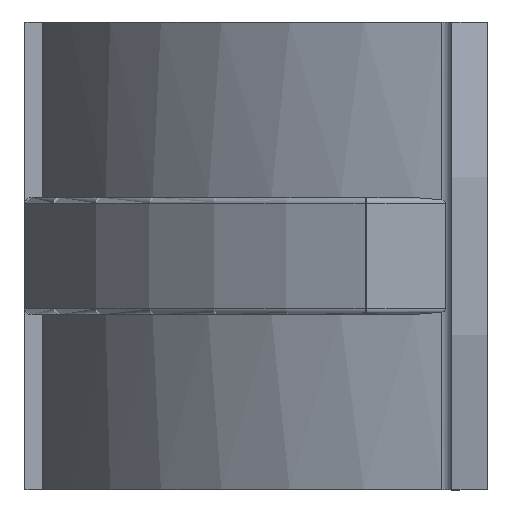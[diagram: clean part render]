
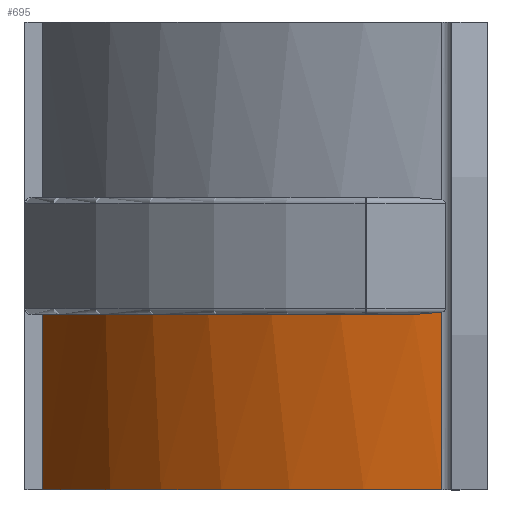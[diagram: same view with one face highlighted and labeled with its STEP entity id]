
A CAD part, left-side view. The second image highlights one B-rep face of the part: STEP entity #695.
In plain terms, the highlighted cylindrical face has radius 41.05 mm (diameter 82.1 mm), a partial arc.
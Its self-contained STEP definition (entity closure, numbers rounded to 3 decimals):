
#28 = DIRECTION ( 'NONE',  ( -1., 0., 0. ) ) ;
#39 = VERTEX_POINT ( 'NONE', #362 ) ;
#65 = CARTESIAN_POINT ( 'NONE',  ( 0., -1.55, -20. ) ) ;
#116 = CARTESIAN_POINT ( 'NONE',  ( -40.691, 3.868, -4.808 ) ) ;
#305 = CARTESIAN_POINT ( 'NONE',  ( -40.638, 4.268, -4.876 ) ) ;
#355 = B_SPLINE_CURVE_WITH_KNOTS ( 'NONE', 3,
 ( #1114, #305, #1276, #474, #1187, #1189 ),
 .UNSPECIFIED., .F., .F.,
 ( 4, 2, 4 ),
 ( 0., 0.001, 0.002 ),
 .UNSPECIFIED. ) ;
#357 = DIRECTION ( 'NONE',  ( 0., 0., -1. ) ) ;
#362 = CARTESIAN_POINT ( 'NONE',  ( -40.691, 3.868, -20. ) ) ;
#375 = CYLINDRICAL_SURFACE ( 'NONE', #627, 41.05 ) ;
#424 = ORIENTED_EDGE ( 'NONE', *, *, #1749, .T. ) ;
#474 = CARTESIAN_POINT ( 'NONE',  ( -40.447, 5.473, -4.983 ) ) ;
#503 = DIRECTION ( 'NONE',  ( 0., 0., -1. ) ) ;
#534 = EDGE_LOOP ( 'NONE', ( #1506, #722, #1179, #1868, #424 ) ) ;
#613 = CARTESIAN_POINT ( 'NONE',  ( -40.691, 3.868, 20. ) ) ;
#627 = AXIS2_PLACEMENT_3D ( 'NONE', #836, #503, #28 ) ;
#633 = VERTEX_POINT ( 'NONE', #2104 ) ;
#695 = ADVANCED_FACE ( 'NONE', ( #1530 ), #375, .T. ) ;
#698 = EDGE_CURVE ( 'NONE', #633, #2112, #1482, .T. ) ;
#722 = ORIENTED_EDGE ( 'NONE', *, *, #2113, .T. ) ;
#836 = CARTESIAN_POINT ( 'NONE',  ( 0., -1.55, 20. ) ) ;
#1039 = AXIS2_PLACEMENT_3D ( 'NONE', #1647, #357, #1633 ) ;
#1043 = DIRECTION ( 'NONE',  ( 1., 0., 0. ) ) ;
#1114 = CARTESIAN_POINT ( 'NONE',  ( -40.691, 3.868, -4.808 ) ) ;
#1135 = VERTEX_POINT ( 'NONE', #116 ) ;
#1179 = ORIENTED_EDGE ( 'NONE', *, *, #698, .T. ) ;
#1187 = CARTESIAN_POINT ( 'NONE',  ( -40.375, 5.875, -5. ) ) ;
#1189 = CARTESIAN_POINT ( 'NONE',  ( -40.297, 6.276, -5. ) ) ;
#1230 = AXIS2_PLACEMENT_3D ( 'NONE', #65, #1839, #1043 ) ;
#1242 = DIRECTION ( 'NONE',  ( 0., 0., -1. ) ) ;
#1276 = CARTESIAN_POINT ( 'NONE',  ( -40.578, 4.67, -4.92 ) ) ;
#1361 = EDGE_CURVE ( 'NONE', #1135, #39, #1527, .T. ) ;
#1420 = VECTOR ( 'NONE', #1666, 1000. ) ;
#1482 = CIRCLE ( 'NONE', #1039, 41.05 ) ;
#1503 = VECTOR ( 'NONE', #1242, 1000. ) ;
#1506 = ORIENTED_EDGE ( 'NONE', *, *, #1361, .F. ) ;
#1527 = LINE ( 'NONE', #613, #1503 ) ;
#1530 = FACE_OUTER_BOUND ( 'NONE', #534, .T. ) ;
#1536 = VERTEX_POINT ( 'NONE', #1947 ) ;
#1633 = DIRECTION ( 'NONE',  ( 1., 0., 0. ) ) ;
#1635 = EDGE_CURVE ( 'NONE', #2112, #1536, #1781, .T. ) ;
#1643 = CARTESIAN_POINT ( 'NONE',  ( -11., 37.999, -5. ) ) ;
#1647 = CARTESIAN_POINT ( 'NONE',  ( 0., -1.55, -5. ) ) ;
#1666 = DIRECTION ( 'NONE',  ( 0., 0., -1. ) ) ;
#1674 = CARTESIAN_POINT ( 'NONE',  ( -11., 37.999, 20. ) ) ;
#1749 = EDGE_CURVE ( 'NONE', #1536, #39, #2007, .T. ) ;
#1781 = LINE ( 'NONE', #1674, #1420 ) ;
#1839 = DIRECTION ( 'NONE',  ( 0., 0., 1. ) ) ;
#1868 = ORIENTED_EDGE ( 'NONE', *, *, #1635, .T. ) ;
#1947 = CARTESIAN_POINT ( 'NONE',  ( -11., 37.999, -20. ) ) ;
#2007 = CIRCLE ( 'NONE', #1230, 41.05 ) ;
#2104 = CARTESIAN_POINT ( 'NONE',  ( -40.297, 6.276, -5. ) ) ;
#2112 = VERTEX_POINT ( 'NONE', #1643 ) ;
#2113 = EDGE_CURVE ( 'NONE', #1135, #633, #355, .T. ) ;
